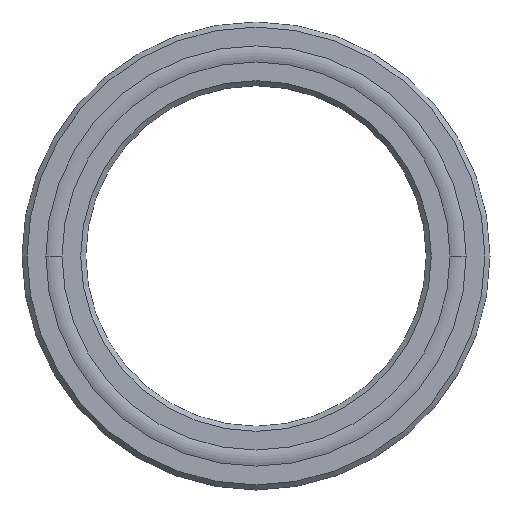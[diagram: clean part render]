
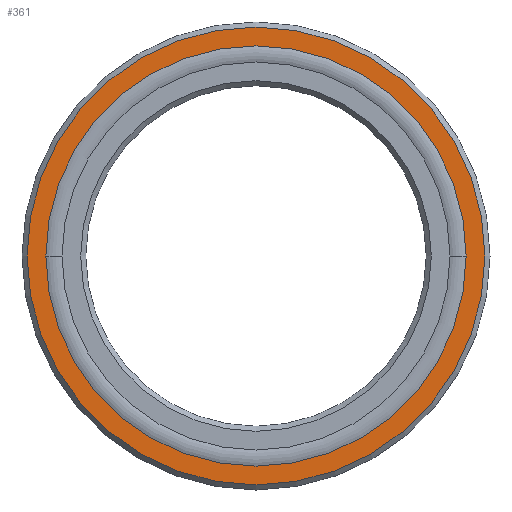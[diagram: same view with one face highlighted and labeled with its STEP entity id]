
A CAD part, left-side view. The second image highlights one B-rep face of the part: STEP entity #361.
In plain terms, the highlighted planar face has unit normal (-1, 0, 0).
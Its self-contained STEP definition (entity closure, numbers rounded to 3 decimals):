
#12=CARTESIAN_POINT('',(-2.381,0.,0.));
#13=DIRECTION('',(1.,0.,0.));
#14=DIRECTION('',(0.,1.,0.));
#15=AXIS2_PLACEMENT_3D('',#12,#13,#14);
#17=CARTESIAN_POINT('',(-2.381,0.,0.));
#18=DIRECTION('',(1.,0.,0.));
#19=DIRECTION('',(0.,-1.,0.));
#20=AXIS2_PLACEMENT_3D('',#17,#18,#19);
#32=CARTESIAN_POINT('',(-2.381,0.,0.));
#33=DIRECTION('',(-1.,0.,0.));
#34=DIRECTION('',(0.,1.,0.));
#35=AXIS2_PLACEMENT_3D('',#32,#33,#34);
#37=CARTESIAN_POINT('',(-2.381,0.,0.));
#38=DIRECTION('',(-1.,0.,0.));
#39=DIRECTION('',(0.,-1.,0.));
#40=AXIS2_PLACEMENT_3D('',#37,#38,#39);
#282=CARTESIAN_POINT('',(-2.381,15.683,0.));
#283=CARTESIAN_POINT('',(-2.381,-15.683,0.));
#284=VERTEX_POINT('',#282);
#285=VERTEX_POINT('',#283);
#302=CARTESIAN_POINT('',(-2.381,17.083,0.));
#303=CARTESIAN_POINT('',(-2.381,-17.083,0.));
#304=VERTEX_POINT('',#302);
#305=VERTEX_POINT('',#303);
#344=CARTESIAN_POINT('',(-2.381,0.,0.));
#345=DIRECTION('',(1.,0.,0.));
#346=DIRECTION('',(0.,-1.,0.));
#347=AXIS2_PLACEMENT_3D('',#344,#345,#346);
#348=PLANE('',#347);
#350=ORIENTED_EDGE('',*,*,#349,.F.);
#352=ORIENTED_EDGE('',*,*,#351,.F.);
#353=EDGE_LOOP('',(#350,#352));
#354=FACE_OUTER_BOUND('',#353,.F.);
#356=ORIENTED_EDGE('',*,*,#355,.F.);
#358=ORIENTED_EDGE('',*,*,#357,.F.);
#359=EDGE_LOOP('',(#356,#358));
#360=FACE_BOUND('',#359,.F.);
#361=ADVANCED_FACE('',(#354,#360),#348,.F.);
#16=CIRCLE('',#15,15.683);
#21=CIRCLE('',#20,15.683);
#36=CIRCLE('',#35,17.083);
#41=CIRCLE('',#40,17.083);
#349=EDGE_CURVE('',#304,#305,#36,.T.);
#351=EDGE_CURVE('',#305,#304,#41,.T.);
#355=EDGE_CURVE('',#284,#285,#16,.T.);
#357=EDGE_CURVE('',#285,#284,#21,.T.);
